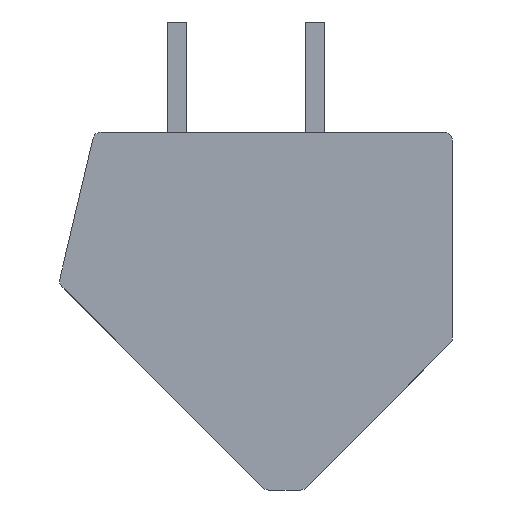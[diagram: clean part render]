
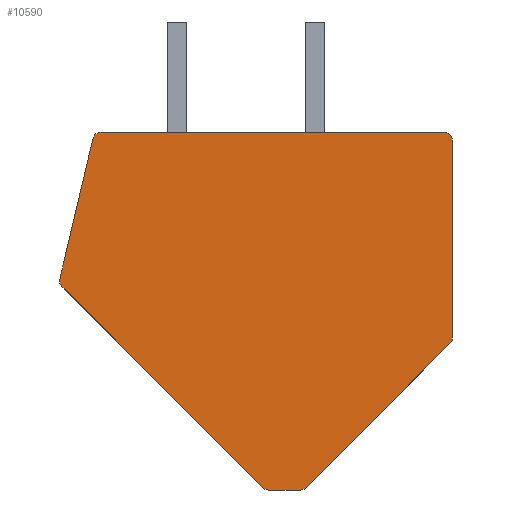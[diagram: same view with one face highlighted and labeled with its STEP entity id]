
A CAD part, front view. The second image highlights one B-rep face of the part: STEP entity #10590.
In plain terms, the highlighted planar face has unit normal (0, -1, 0).
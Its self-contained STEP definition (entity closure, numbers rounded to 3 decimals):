
#1943=CARTESIAN_POINT('',(1.626,-3.54,-6.2));
#1944=DIRECTION('',(0.,-1.,0.));
#1945=DIRECTION('',(0.,0.,-1.));
#1946=AXIS2_PLACEMENT_3D('',#1943,#1944,#1945);
#1948=DIRECTION('',(1.,0.,0.));
#1949=VECTOR('',#1948,1.151);
#1950=CARTESIAN_POINT('',(0.474,-3.54,-6.5));
#1951=LINE('',#1950,#1949);
#1952=CARTESIAN_POINT('',(0.474,-3.54,-6.2));
#1953=DIRECTION('',(0.,-1.,0.));
#1954=DIRECTION('',(-0.707,0.,-0.707));
#1955=AXIS2_PLACEMENT_3D('',#1952,#1953,#1954);
#1957=DIRECTION('',(0.707,0.,-0.707));
#1958=VECTOR('',#1957,10.315);
#1959=CARTESIAN_POINT('',(-7.032,-3.54,0.882));
#1960=LINE('',#1959,#1958);
#1961=CARTESIAN_POINT('',(-6.82,-3.54,1.094));
#1962=DIRECTION('',(0.,-1.,0.));
#1963=DIRECTION('',(-0.973,0.,0.23));
#1964=AXIS2_PLACEMENT_3D('',#1961,#1962,#1963);
#1966=DIRECTION('',(-0.23,0.,-0.973));
#1967=VECTOR('',#1966,5.247);
#1968=CARTESIAN_POINT('',(-5.905,-3.54,6.269));
#1969=LINE('',#1968,#1967);
#1970=CARTESIAN_POINT('',(-5.613,-3.54,6.2));
#1971=DIRECTION('',(0.,-1.,0.));
#1972=DIRECTION('',(0.,0.,1.));
#1973=AXIS2_PLACEMENT_3D('',#1970,#1971,#1972);
#1975=DIRECTION('',(-1.,0.,0.));
#1976=VECTOR('',#1975,12.463);
#1977=CARTESIAN_POINT('',(6.85,-3.54,6.5));
#1978=LINE('',#1977,#1976);
#1979=CARTESIAN_POINT('',(6.85,-3.54,6.2));
#1980=DIRECTION('',(0.,-1.,0.));
#1981=DIRECTION('',(1.,0.,0.));
#1982=AXIS2_PLACEMENT_3D('',#1979,#1980,#1981);
#1984=DIRECTION('',(0.,0.,1.));
#1985=VECTOR('',#1984,7.176);
#1986=CARTESIAN_POINT('',(7.15,-3.54,-0.976));
#1987=LINE('',#1986,#1985);
#1988=CARTESIAN_POINT('',(6.85,-3.54,-0.976));
#1989=DIRECTION('',(0.,-1.,0.));
#1990=DIRECTION('',(0.707,0.,-0.707));
#1991=AXIS2_PLACEMENT_3D('',#1988,#1989,#1990);
#1993=DIRECTION('',(0.707,0.,0.707));
#1994=VECTOR('',#1993,7.388);
#1995=CARTESIAN_POINT('',(1.838,-3.54,-6.412));
#1996=LINE('',#1995,#1994);
#6989=CARTESIAN_POINT('',(1.626,-3.54,-6.5));
#6990=CARTESIAN_POINT('',(1.838,-3.54,-6.412));
#6991=VERTEX_POINT('',#6989);
#6992=VERTEX_POINT('',#6990);
#6993=CARTESIAN_POINT('',(7.062,-3.54,-1.188));
#6994=VERTEX_POINT('',#6993);
#6995=CARTESIAN_POINT('',(7.15,-3.54,-0.976));
#6996=VERTEX_POINT('',#6995);
#6997=CARTESIAN_POINT('',(7.15,-3.54,6.2));
#6998=VERTEX_POINT('',#6997);
#6999=CARTESIAN_POINT('',(6.85,-3.54,6.5));
#7000=VERTEX_POINT('',#6999);
#7001=CARTESIAN_POINT('',(-5.613,-3.54,6.5));
#7002=VERTEX_POINT('',#7001);
#7003=CARTESIAN_POINT('',(-5.905,-3.54,6.269));
#7004=VERTEX_POINT('',#7003);
#7005=CARTESIAN_POINT('',(-7.112,-3.54,1.163));
#7006=VERTEX_POINT('',#7005);
#7007=CARTESIAN_POINT('',(-7.032,-3.54,0.882));
#7008=VERTEX_POINT('',#7007);
#7009=CARTESIAN_POINT('',(0.262,-3.54,-6.412));
#7010=VERTEX_POINT('',#7009);
#7011=CARTESIAN_POINT('',(0.474,-3.54,-6.5));
#7012=VERTEX_POINT('',#7011);
#10571=CARTESIAN_POINT('',(0.,-3.54,0.));
#10572=DIRECTION('',(0.,-1.,0.));
#10573=DIRECTION('',(-1.,0.,0.));
#10574=AXIS2_PLACEMENT_3D('',#10571,#10572,#10573);
#10575=PLANE('',#10574);
#10576=ORIENTED_EDGE('',*,*,#9260,.F.);
#10577=ORIENTED_EDGE('',*,*,#9275,.F.);
#10578=ORIENTED_EDGE('',*,*,#9289,.F.);
#10579=ORIENTED_EDGE('',*,*,#9303,.F.);
#10580=ORIENTED_EDGE('',*,*,#9777,.F.);
#10581=ORIENTED_EDGE('',*,*,#9791,.F.);
#10582=ORIENTED_EDGE('',*,*,#9805,.F.);
#10583=ORIENTED_EDGE('',*,*,#9819,.F.);
#10584=ORIENTED_EDGE('',*,*,#10293,.F.);
#10585=ORIENTED_EDGE('',*,*,#10307,.F.);
#10586=ORIENTED_EDGE('',*,*,#10321,.F.);
#10587=ORIENTED_EDGE('',*,*,#10334,.F.);
#10588=EDGE_LOOP('',(#10576,#10577,#10578,#10579,#10580,#10581,#10582,#10583,
#10584,#10585,#10586,#10587));
#10589=FACE_OUTER_BOUND('',#10588,.F.);
#10590=ADVANCED_FACE('',(#10589),#10575,.T.);
#1947=CIRCLE('',#1946,0.3);
#1956=CIRCLE('',#1955,0.3);
#1965=CIRCLE('',#1964,0.3);
#1974=CIRCLE('',#1973,0.3);
#1983=CIRCLE('',#1982,0.3);
#1992=CIRCLE('',#1991,0.3);
#9260=EDGE_CURVE('',#6991,#6992,#1947,.T.);
#9275=EDGE_CURVE('',#7012,#6991,#1951,.T.);
#9289=EDGE_CURVE('',#7010,#7012,#1956,.T.);
#9303=EDGE_CURVE('',#7008,#7010,#1960,.T.);
#9777=EDGE_CURVE('',#7006,#7008,#1965,.T.);
#9791=EDGE_CURVE('',#7004,#7006,#1969,.T.);
#9805=EDGE_CURVE('',#7002,#7004,#1974,.T.);
#9819=EDGE_CURVE('',#7000,#7002,#1978,.T.);
#10293=EDGE_CURVE('',#6998,#7000,#1983,.T.);
#10307=EDGE_CURVE('',#6996,#6998,#1987,.T.);
#10321=EDGE_CURVE('',#6994,#6996,#1992,.T.);
#10334=EDGE_CURVE('',#6992,#6994,#1996,.T.);
